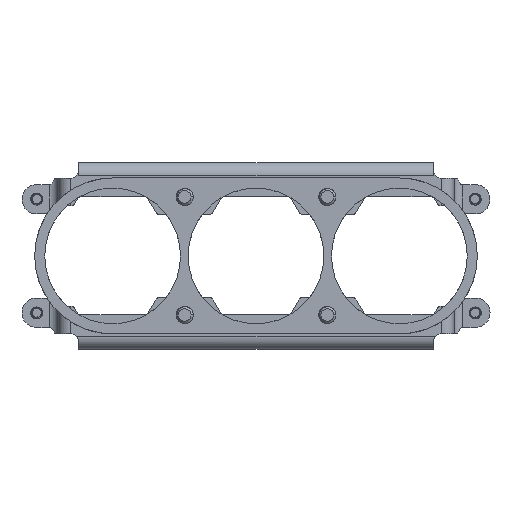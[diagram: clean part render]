
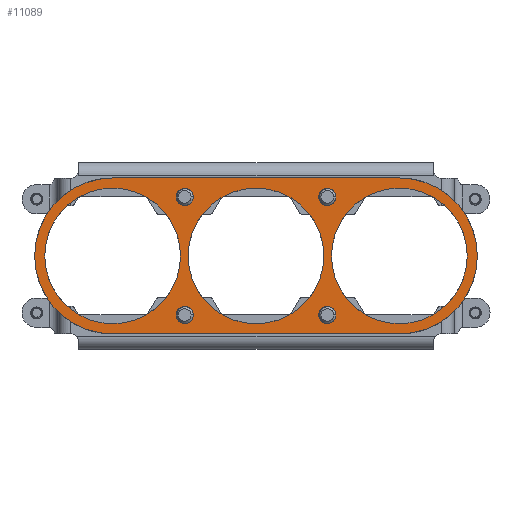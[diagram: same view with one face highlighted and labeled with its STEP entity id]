
A CAD part, top view. The second image highlights one B-rep face of the part: STEP entity #11089.
In plain terms, the highlighted planar face has unit normal (0, 0, 1).
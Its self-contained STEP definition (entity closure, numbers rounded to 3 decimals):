
#1786=DIRECTION('',(-1.,0.,0.));
#1787=VECTOR('',#1786,68.);
#1788=CARTESIAN_POINT('',(34.,-18.5,2.));
#1789=LINE('',#1788,#1787);
#1790=CARTESIAN_POINT('',(-34.,0.,2.));
#1791=DIRECTION('',(0.,0.,-1.));
#1792=DIRECTION('',(0.,-1.,0.));
#1793=AXIS2_PLACEMENT_3D('',#1790,#1791,#1792);
#1795=CARTESIAN_POINT('',(-34.,0.,2.));
#1796=DIRECTION('',(0.,0.,-1.));
#1797=DIRECTION('',(-1.,0.,0.));
#1798=AXIS2_PLACEMENT_3D('',#1795,#1796,#1797);
#1800=DIRECTION('',(1.,0.,0.));
#1801=VECTOR('',#1800,68.);
#1802=CARTESIAN_POINT('',(-34.,18.5,2.));
#1803=LINE('',#1802,#1801);
#1804=CARTESIAN_POINT('',(34.,0.,2.));
#1805=DIRECTION('',(0.,0.,-1.));
#1806=DIRECTION('',(0.,1.,0.));
#1807=AXIS2_PLACEMENT_3D('',#1804,#1805,#1806);
#1809=CARTESIAN_POINT('',(34.,0.,2.));
#1810=DIRECTION('',(0.,0.,-1.));
#1811=DIRECTION('',(1.,0.,0.));
#1812=AXIS2_PLACEMENT_3D('',#1809,#1810,#1811);
#1814=CARTESIAN_POINT('',(34.,0.,2.));
#1815=DIRECTION('',(0.,0.,1.));
#1816=DIRECTION('',(-1.,0.,0.));
#1817=AXIS2_PLACEMENT_3D('',#1814,#1815,#1816);
#1819=CARTESIAN_POINT('',(34.,0.,2.));
#1820=DIRECTION('',(0.,0.,1.));
#1821=DIRECTION('',(1.,0.,0.));
#1822=AXIS2_PLACEMENT_3D('',#1819,#1820,#1821);
#1824=CARTESIAN_POINT('',(-34.,0.,2.));
#1825=DIRECTION('',(0.,0.,1.));
#1826=DIRECTION('',(-1.,0.,0.));
#1827=AXIS2_PLACEMENT_3D('',#1824,#1825,#1826);
#1829=CARTESIAN_POINT('',(-34.,0.,2.));
#1830=DIRECTION('',(0.,0.,1.));
#1831=DIRECTION('',(1.,0.,0.));
#1832=AXIS2_PLACEMENT_3D('',#1829,#1830,#1831);
#1834=CARTESIAN_POINT('',(0.,0.,2.));
#1835=DIRECTION('',(0.,0.,1.));
#1836=DIRECTION('',(-1.,0.,0.));
#1837=AXIS2_PLACEMENT_3D('',#1834,#1835,#1836);
#1839=CARTESIAN_POINT('',(0.,0.,2.));
#1840=DIRECTION('',(0.,0.,1.));
#1841=DIRECTION('',(1.,0.,0.));
#1842=AXIS2_PLACEMENT_3D('',#1839,#1840,#1841);
#1844=CARTESIAN_POINT('',(16.9,14.,2.));
#1845=DIRECTION('',(0.,0.,-1.));
#1846=DIRECTION('',(-1.,0.,0.));
#1847=AXIS2_PLACEMENT_3D('',#1844,#1845,#1846);
#1849=CARTESIAN_POINT('',(16.9,14.,2.));
#1850=DIRECTION('',(0.,0.,-1.));
#1851=DIRECTION('',(1.,0.,0.));
#1852=AXIS2_PLACEMENT_3D('',#1849,#1850,#1851);
#1854=CARTESIAN_POINT('',(16.9,-14.,2.));
#1855=DIRECTION('',(0.,0.,-1.));
#1856=DIRECTION('',(-1.,0.,0.));
#1857=AXIS2_PLACEMENT_3D('',#1854,#1855,#1856);
#1859=CARTESIAN_POINT('',(16.9,-14.,2.));
#1860=DIRECTION('',(0.,0.,-1.));
#1861=DIRECTION('',(1.,0.,0.));
#1862=AXIS2_PLACEMENT_3D('',#1859,#1860,#1861);
#1864=CARTESIAN_POINT('',(-16.9,14.,2.));
#1865=DIRECTION('',(0.,0.,-1.));
#1866=DIRECTION('',(-1.,0.,0.));
#1867=AXIS2_PLACEMENT_3D('',#1864,#1865,#1866);
#1869=CARTESIAN_POINT('',(-16.9,14.,2.));
#1870=DIRECTION('',(0.,0.,-1.));
#1871=DIRECTION('',(1.,0.,0.));
#1872=AXIS2_PLACEMENT_3D('',#1869,#1870,#1871);
#1874=CARTESIAN_POINT('',(-16.9,-14.,2.));
#1875=DIRECTION('',(0.,0.,-1.));
#1876=DIRECTION('',(-1.,0.,0.));
#1877=AXIS2_PLACEMENT_3D('',#1874,#1875,#1876);
#1879=CARTESIAN_POINT('',(-16.9,-14.,2.));
#1880=DIRECTION('',(0.,0.,-1.));
#1881=DIRECTION('',(1.,0.,0.));
#1882=AXIS2_PLACEMENT_3D('',#1879,#1880,#1881);
#7571=CARTESIAN_POINT('',(-34.,18.5,2.));
#7572=VERTEX_POINT('',#7571);
#7573=CARTESIAN_POINT('',(-52.5,0.,2.));
#7574=VERTEX_POINT('',#7573);
#7575=CARTESIAN_POINT('',(-34.,-18.5,2.));
#7576=VERTEX_POINT('',#7575);
#7583=CARTESIAN_POINT('',(34.,18.5,2.));
#7584=VERTEX_POINT('',#7583);
#7591=CARTESIAN_POINT('',(34.,-18.5,2.));
#7592=VERTEX_POINT('',#7591);
#7593=CARTESIAN_POINT('',(52.5,0.,2.));
#7594=VERTEX_POINT('',#7593);
#7615=CARTESIAN_POINT('',(17.9,0.,2.));
#7616=VERTEX_POINT('',#7615);
#7617=CARTESIAN_POINT('',(50.1,0.,2.));
#7618=VERTEX_POINT('',#7617);
#7653=CARTESIAN_POINT('',(-16.1,0.,2.));
#7654=VERTEX_POINT('',#7653);
#7655=CARTESIAN_POINT('',(16.1,0.,2.));
#7656=VERTEX_POINT('',#7655);
#7697=CARTESIAN_POINT('',(-50.1,0.,2.));
#7698=VERTEX_POINT('',#7697);
#7699=CARTESIAN_POINT('',(-17.9,0.,2.));
#7700=VERTEX_POINT('',#7699);
#8539=CARTESIAN_POINT('',(15.075,14.,2.));
#8540=CARTESIAN_POINT('',(18.725,14.,2.));
#8541=VERTEX_POINT('',#8539);
#8542=VERTEX_POINT('',#8540);
#8543=CARTESIAN_POINT('',(15.075,-14.,2.));
#8544=CARTESIAN_POINT('',(18.725,-14.,2.));
#8545=VERTEX_POINT('',#8543);
#8546=VERTEX_POINT('',#8544);
#8547=CARTESIAN_POINT('',(-18.725,14.,2.));
#8548=CARTESIAN_POINT('',(-15.075,14.,2.));
#8549=VERTEX_POINT('',#8547);
#8550=VERTEX_POINT('',#8548);
#8551=CARTESIAN_POINT('',(-18.725,-14.,2.));
#8552=CARTESIAN_POINT('',(-15.075,-14.,2.));
#8553=VERTEX_POINT('',#8551);
#8554=VERTEX_POINT('',#8552);
#11038=CARTESIAN_POINT('',(0.,0.,2.));
#11039=DIRECTION('',(0.,0.,1.));
#11040=DIRECTION('',(1.,0.,0.));
#11041=AXIS2_PLACEMENT_3D('',#11038,#11039,#11040);
#11042=PLANE('',#11041);
#11043=ORIENTED_EDGE('',*,*,#11032,.T.);
#11044=ORIENTED_EDGE('',*,*,#10959,.T.);
#11045=ORIENTED_EDGE('',*,*,#10957,.T.);
#11046=ORIENTED_EDGE('',*,*,#10980,.T.);
#11047=ORIENTED_EDGE('',*,*,#11000,.T.);
#11048=ORIENTED_EDGE('',*,*,#10998,.T.);
#11049=EDGE_LOOP('',(#11043,#11044,#11045,#11046,#11047,#11048));
#11050=FACE_OUTER_BOUND('',#11049,.F.);
#11051=ORIENTED_EDGE('',*,*,#10557,.T.);
#11053=ORIENTED_EDGE('',*,*,#11052,.T.);
#11054=EDGE_LOOP('',(#11051,#11053));
#11055=FACE_BOUND('',#11054,.F.);
#11056=ORIENTED_EDGE('',*,*,#9985,.T.);
#11058=ORIENTED_EDGE('',*,*,#11057,.T.);
#11059=EDGE_LOOP('',(#11056,#11058));
#11060=FACE_BOUND('',#11059,.F.);
#11061=ORIENTED_EDGE('',*,*,#10336,.T.);
#11062=ORIENTED_EDGE('',*,*,#10199,.T.);
#11063=EDGE_LOOP('',(#11061,#11062));
#11064=FACE_BOUND('',#11063,.F.);
#11066=ORIENTED_EDGE('',*,*,#11065,.F.);
#11068=ORIENTED_EDGE('',*,*,#11067,.F.);
#11069=EDGE_LOOP('',(#11066,#11068));
#11070=FACE_BOUND('',#11069,.F.);
#11072=ORIENTED_EDGE('',*,*,#11071,.F.);
#11074=ORIENTED_EDGE('',*,*,#11073,.F.);
#11075=EDGE_LOOP('',(#11072,#11074));
#11076=FACE_BOUND('',#11075,.F.);
#11078=ORIENTED_EDGE('',*,*,#11077,.F.);
#11080=ORIENTED_EDGE('',*,*,#11079,.F.);
#11081=EDGE_LOOP('',(#11078,#11080));
#11082=FACE_BOUND('',#11081,.F.);
#11084=ORIENTED_EDGE('',*,*,#11083,.F.);
#11086=ORIENTED_EDGE('',*,*,#11085,.F.);
#11087=EDGE_LOOP('',(#11084,#11086));
#11088=FACE_BOUND('',#11087,.F.);
#11089=ADVANCED_FACE('',(#11050,#11055,#11060,#11064,#11070,#11076,#11082,
#11088),#11042,.T.);
#1794=CIRCLE('',#1793,18.5);
#1799=CIRCLE('',#1798,18.5);
#1808=CIRCLE('',#1807,18.5);
#1813=CIRCLE('',#1812,18.5);
#1818=CIRCLE('',#1817,16.1);
#1823=CIRCLE('',#1822,16.1);
#1828=CIRCLE('',#1827,16.1);
#1833=CIRCLE('',#1832,16.1);
#1838=CIRCLE('',#1837,16.1);
#1843=CIRCLE('',#1842,16.1);
#1848=CIRCLE('',#1847,1.825);
#1853=CIRCLE('',#1852,1.825);
#1858=CIRCLE('',#1857,1.825);
#1863=CIRCLE('',#1862,1.825);
#1868=CIRCLE('',#1867,1.825);
#1873=CIRCLE('',#1872,1.825);
#1878=CIRCLE('',#1877,1.825);
#1883=CIRCLE('',#1882,1.825);
#9985=EDGE_CURVE('',#7698,#7700,#1828,.T.);
#10199=EDGE_CURVE('',#7656,#7654,#1843,.T.);
#10336=EDGE_CURVE('',#7654,#7656,#1838,.T.);
#10557=EDGE_CURVE('',#7616,#7618,#1818,.T.);
#10957=EDGE_CURVE('',#7574,#7572,#1799,.T.);
#10959=EDGE_CURVE('',#7576,#7574,#1794,.T.);
#10980=EDGE_CURVE('',#7572,#7584,#1803,.T.);
#10998=EDGE_CURVE('',#7594,#7592,#1813,.T.);
#11000=EDGE_CURVE('',#7584,#7594,#1808,.T.);
#11032=EDGE_CURVE('',#7592,#7576,#1789,.T.);
#11052=EDGE_CURVE('',#7618,#7616,#1823,.T.);
#11057=EDGE_CURVE('',#7700,#7698,#1833,.T.);
#11065=EDGE_CURVE('',#8541,#8542,#1848,.T.);
#11067=EDGE_CURVE('',#8542,#8541,#1853,.T.);
#11071=EDGE_CURVE('',#8545,#8546,#1858,.T.);
#11073=EDGE_CURVE('',#8546,#8545,#1863,.T.);
#11077=EDGE_CURVE('',#8549,#8550,#1868,.T.);
#11079=EDGE_CURVE('',#8550,#8549,#1873,.T.);
#11083=EDGE_CURVE('',#8553,#8554,#1878,.T.);
#11085=EDGE_CURVE('',#8554,#8553,#1883,.T.);
